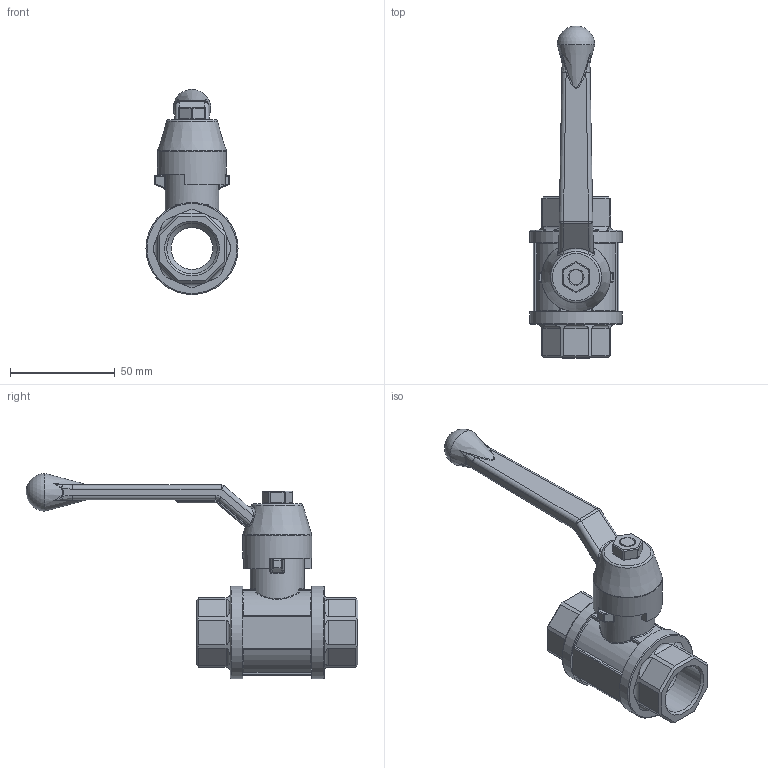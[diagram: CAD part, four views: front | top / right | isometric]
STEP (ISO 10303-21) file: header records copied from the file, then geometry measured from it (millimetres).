
FILE_DESCRIPTION(/* description */ ('Unknown'),/* implementation_level */ '2;1');
FILE_NAME(/* name */ '852-05',/* time_stamp */ '2022-08-09T11:43:25+02:00',/* author */ ('Unknown'),/* organization */ ('Unknown'),/* preprocessor_version */ 'ST-DEVELOPER v16.7',/* originating_system */ 'Solid Edge',/* authorisation */ 'Unknown');
FILE_SCHEMA (('AUTOMOTIVE_DESIGN {1 0 10303 214 3 1 1}'));
Length unit declared in the file: millimetre
Products named in the file (4): 2.852.020; M8; Hebel f黵 3_4 - 1; 2.101.020
Assembly tree (3 placements, depth 2):
  2.852.020
    M8
    Hebel f黵 3_4 - 1
    2.101.020
Bounding box: 44 x 158.5 x 98 mm (x, y, z)
Volume: 103104.2 mm3; surface area: 29936.5 mm2
Topology: 3 solids, 3 shells, 312 faces, 801 edges, 490 vertices
Faces by surface type: plane 136, cylinder 86, bspline 48, torus 20, sphere 13, cone 9
Full cylindrical faces by diameter (mm): 6.647 x1, 8 x1, 20 x1, 24.117 x2, 26 x1, 27 x1, 33 x1, 44 x2
Entity records: 11559 total; most frequent: CARTESIAN_POINT 2867, ORIENTED_EDGE 1508, DIRECTION 1418, EDGE_CURVE 754, AXIS2_PLACEMENT_3D 504, VERTEX_POINT 478, LINE 410, VECTOR 410
